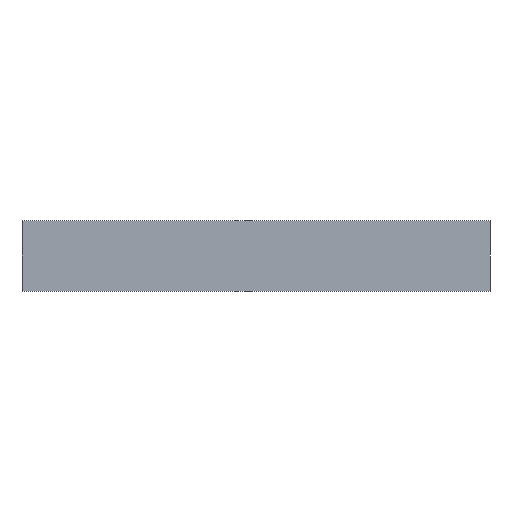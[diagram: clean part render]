
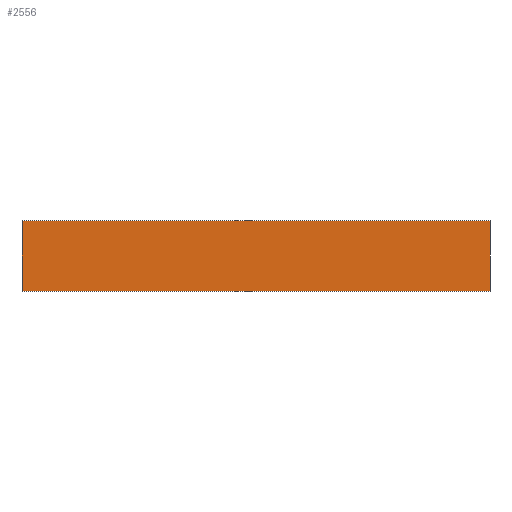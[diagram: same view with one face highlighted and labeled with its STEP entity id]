
A CAD part, left-side view. The second image highlights one B-rep face of the part: STEP entity #2556.
In plain terms, the highlighted planar face has unit normal (-1, 0, 0).
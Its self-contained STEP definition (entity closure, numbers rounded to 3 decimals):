
#94=PLANE('',#2706);
#232=LINE('',#3560,#394);
#250=LINE('',#3634,#412);
#251=LINE('',#3636,#413);
#252=LINE('',#3638,#414);
#394=VECTOR('',#3039,1000.);
#412=VECTOR('',#3129,1000.);
#413=VECTOR('',#3130,1000.);
#414=VECTOR('',#3131,1000.);
#685=ORIENTED_EDGE('',*,*,#1067,.F.);
#686=ORIENTED_EDGE('',*,*,#1068,.F.);
#687=ORIENTED_EDGE('',*,*,#1069,.T.);
#688=ORIENTED_EDGE('',*,*,#1031,.T.);
#1031=EDGE_CURVE('',#1214,#1213,#232,.T.);
#1067=EDGE_CURVE('',#1234,#1213,#250,.T.);
#1068=EDGE_CURVE('',#1235,#1234,#251,.T.);
#1069=EDGE_CURVE('',#1235,#1214,#252,.T.);
#1213=VERTEX_POINT('',#3559);
#1214=VERTEX_POINT('',#3561);
#1234=VERTEX_POINT('',#3635);
#1235=VERTEX_POINT('',#3637);
#1398=EDGE_LOOP('',(#685,#686,#687,#688));
#1534=FACE_BOUND('',#1398,.T.);
#2556=ADVANCED_FACE('',(#1534),#94,.F.);
#2706=AXIS2_PLACEMENT_3D('',#3633,#3127,#3128);
#3039=DIRECTION('',(0.,1.,0.));
#3127=DIRECTION('',(1.,0.,0.));
#3128=DIRECTION('',(0.,0.,-1.));
#3129=DIRECTION('',(0.,0.,1.));
#3130=DIRECTION('',(0.,1.,0.));
#3131=DIRECTION('',(0.,0.,1.));
#3559=CARTESIAN_POINT('',(-15.,200.,15.));
#3560=CARTESIAN_POINT('',(-15.,100.,15.));
#3561=CARTESIAN_POINT('',(-15.,0.,15.));
#3633=CARTESIAN_POINT('',(-15.,100.,-15.));
#3634=CARTESIAN_POINT('',(-15.,200.,-15.));
#3635=CARTESIAN_POINT('',(-15.,200.,-15.));
#3636=CARTESIAN_POINT('',(-15.,100.,-15.));
#3637=CARTESIAN_POINT('',(-15.,0.,-15.));
#3638=CARTESIAN_POINT('',(-15.,0.,-15.));
